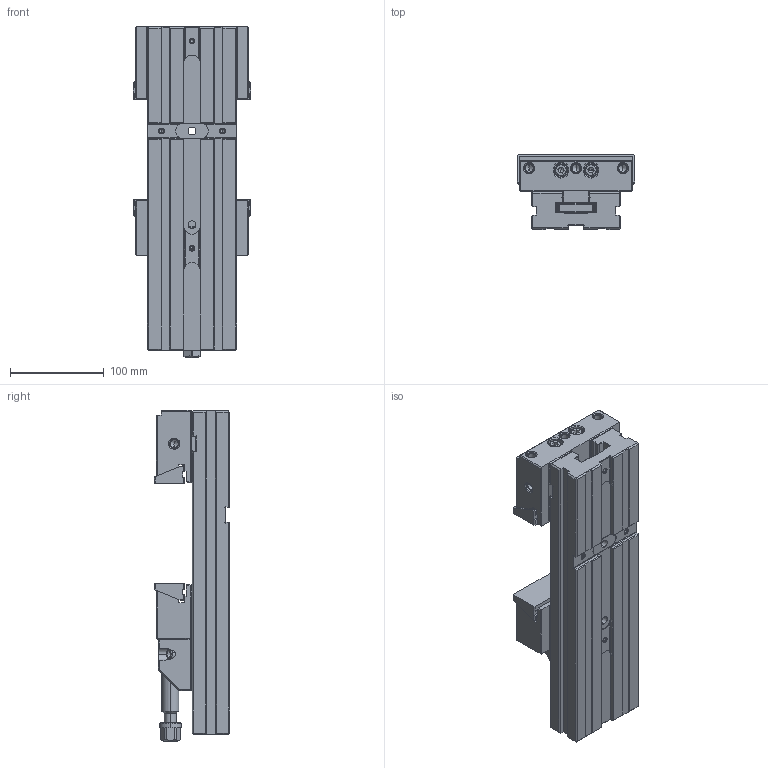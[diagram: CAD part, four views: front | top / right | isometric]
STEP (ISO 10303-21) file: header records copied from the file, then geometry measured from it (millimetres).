
FILE_DESCRIPTION (( 'STEP AP214' ), '1' );
FILE_NAME ('GT853119-00.STEP', '2021-05-17T00:41:55', ( '' ), ( '' ), 'SwSTEP 2.0', 'SolidWorks 2012', '' );
FILE_SCHEMA (( 'AUTOMOTIVE_DESIGN' ));
Length unit declared in the file: millimetre
Products named in the file (16): hexagon socket head cap screws gb_GB_FASTENER_SCREWS_HSHCS M8X25-N; hex socket set screws with flat point gb_GB_FASTENER_SCREWS_HSFP M10X10-N; hexagon socket head cap screws gb_GB_FASTENER_SCREWS_HSHCS M8X60-N; hexagon socket head cap screws gb_GB_FASTENER_SCREWS_HSHCS M12X45-N; hexagon socket head cap screws gb_GB_FASTENER_SCREWS_HSHCS M8X12-N; 钢球; GT853119-13; GT853119-12; GT853119-11; GT853119-05; GT853119-04; GT853119-02; GT853119-01; GT853119-06; GT853119-00; hexagon socket set screws with dog point gb_GB_FASTENER_SCREWS_ISCCB M12X35-N
Assembly tree (24 placements, depth 2):
  GT853119-00
    GT853119-06
    GT853119-01
    GT853119-02
    GT853119-04
    GT853119-05
    GT853119-11
    GT853119-12
    GT853119-13
    钢球
    hexagon socket head cap screws gb_GB_FASTENER_SCREWS_HSHCS M8X12-N  x2
    hexagon socket head cap screws gb_GB_FASTENER_SCREWS_HSHCS M12X45-N  x4
    hexagon socket head cap screws gb_GB_FASTENER_SCREWS_HSHCS M8X60-N  x2
    hex socket set screws with flat point gb_GB_FASTENER_SCREWS_HSFP M10X10-N  x4
    hexagon socket head cap screws gb_GB_FASTENER_SCREWS_HSHCS M8X25-N  x2
    hexagon socket set screws with dog point gb_GB_FASTENER_SCREWS_ISCCB M12X35-N
Bounding box: 125 x 80 x 353.09 mm (x, y, z)
Volume: 1674905.9 mm3; surface area: 310977.1 mm2
Topology: 24 solids, 24 shells, 1269 faces, 3129 edges, 1877 vertices
Faces by surface type: plane 712, cylinder 273, cone 258, torus 20, bspline 4, sphere 2
Entity records: 35920 total; most frequent: CARTESIAN_POINT 9823, DIRECTION 5205, ORIENTED_EDGE 5124, EDGE_CURVE 2562, LINE 1741, VECTOR 1741, AXIS2_PLACEMENT_3D 1732, VERTEX_POINT 1589
